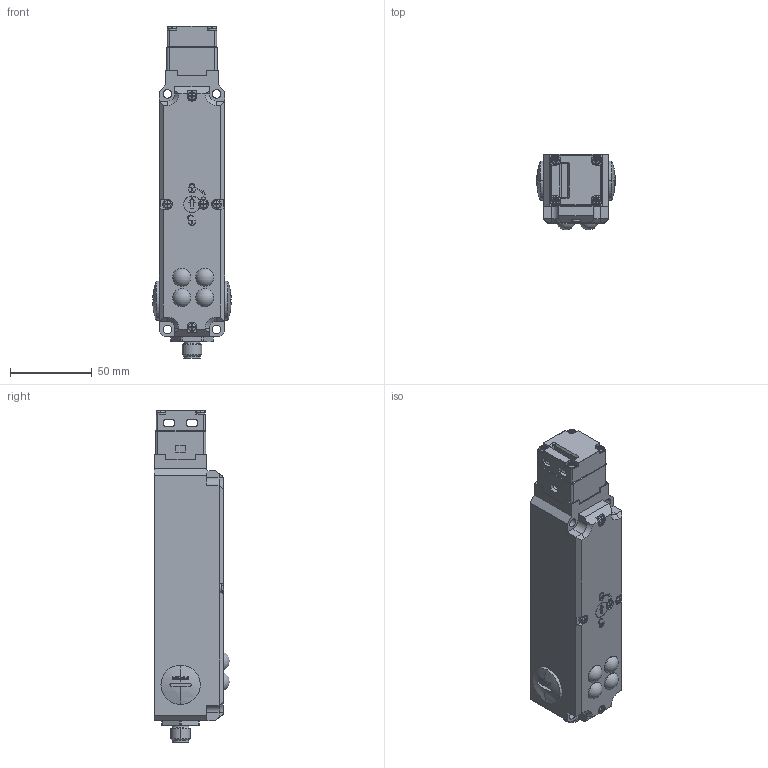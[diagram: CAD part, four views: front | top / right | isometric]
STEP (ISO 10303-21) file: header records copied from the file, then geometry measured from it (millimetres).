
FILE_DESCRIPTION((''),'2;1');
FILE_NAME('EUCHNER_097_790_A7F6BCWTMM1SPJ4','2011-11-04T',('dhelisch'),(''),'PRO/ENGINEER BY PARAMETRIC TECHNOLOGY CORPORATION, 2007250','PRO/ENGINEER BY PARAMETRIC TECHNOLOGY CORPORATION, 2007250','');
FILE_SCHEMA(('CONFIG_CONTROL_DESIGN'));
Length unit declared in the file: millimetre
Products named in the file (1): EUCHNER_097_790_A7F6BCWTMM1SPJ4
Bounding box: 47.97 x 45.96 x 203 mm (x, y, z)
Volume: 270139.3 mm3; surface area: 43675.7 mm2
Topology: 1 solids, 3 shells, 924 faces, 2455 edges, 1555 vertices
Faces by surface type: plane 565, cylinder 207, cone 48, extrusion 46, sphere 26, torus 22, bspline 10
Entity records: 38961 total; most frequent: CARTESIAN_POINT 8065, ORIENTED_EDGE 4890, DIRECTION 4686, PRESENTATION_STYLE_ASSIGNMENT 2487, STYLED_ITEM 2446, CURVE_STYLE 2445, EDGE_CURVE 2445, AXIS2_PLACEMENT_3D 1595
